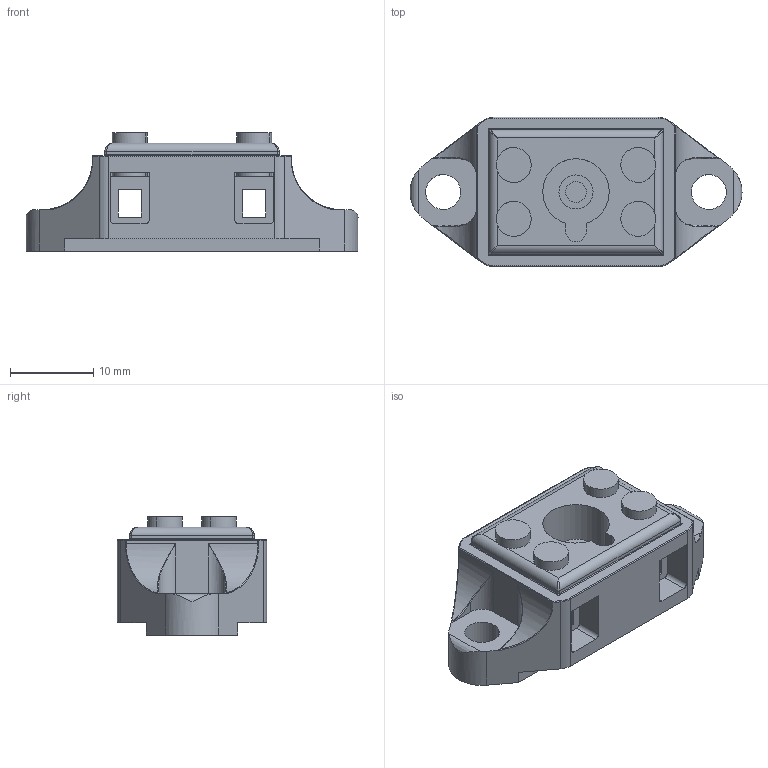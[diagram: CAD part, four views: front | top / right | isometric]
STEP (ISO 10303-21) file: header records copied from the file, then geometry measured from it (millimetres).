
FILE_DESCRIPTION(('CATIA V5R20 STEP214'),'2;1');
FILE_NAME ('5971842_2', '2014-07-18T09:05:31+00:00', ('Weidmueller Interface'), ('Weidmueller'), 'CATIA Version 5 Release 20 SP 5 (IN-10)', 'CATIA V5 STEP AP214', 'none');
FILE_SCHEMA(('AUTOMOTIVE_DESIGN { 1 0 10303 214 1 1 1 1 }'));
Length unit declared in the file: millimetre
Products named in the file (1): MK_5-2
Bounding box: 40 x 18 x 14.24 mm (x, y, z)
Volume: 4846.7 mm3; surface area: 3346.7 mm2
Topology: 1 solids, 1 shells, 181 faces, 484 edges, 294 vertices
Faces by surface type: cylinder 82, plane 69, bspline 16, torus 10, sphere 4
Entity records: 9236 total; most frequent: CARTESIAN_POINT 3924, ORIENTED_EDGE 936, DIRECTION 640, EDGE_CURVE 468, VERTEX_POINT 294, VECTOR 260, LINE 260, AXIS2_PLACEMENT_3D 259
